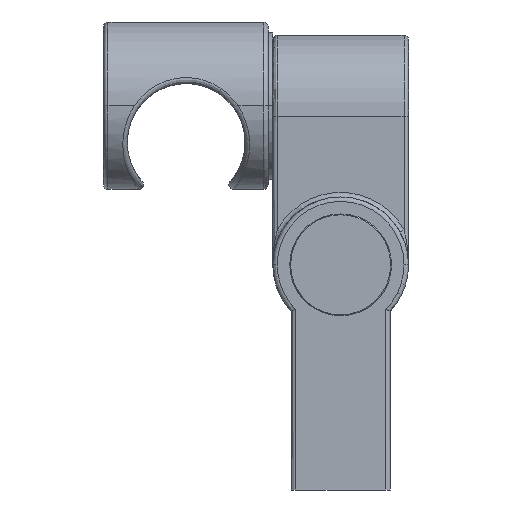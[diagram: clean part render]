
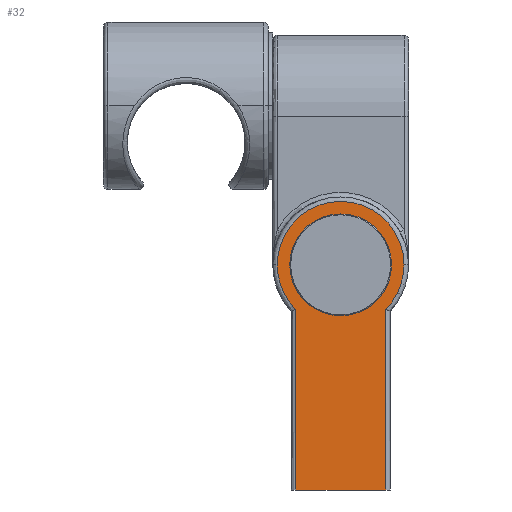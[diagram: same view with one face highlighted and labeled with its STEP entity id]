
A CAD part, front view. The second image highlights one B-rep face of the part: STEP entity #32.
In plain terms, the highlighted planar face has unit normal (0, -1, 0).
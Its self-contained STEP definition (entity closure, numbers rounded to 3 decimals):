
#5 = FACE_OUTER_BOUND ( 'NONE', #1656, .T. ) ;
#32 = ADVANCED_FACE ( 'NONE', ( #1688, #5 ), #2932, .F. ) ;
#36 = AXIS2_PLACEMENT_3D ( 'NONE', #2986, #3001, #3443 ) ;
#239 = VERTEX_POINT ( 'NONE', #2123 ) ;
#291 = VERTEX_POINT ( 'NONE', #471 ) ;
#380 = VECTOR ( 'NONE', #1635, 1000. ) ;
#471 = CARTESIAN_POINT ( 'NONE',  ( -14., -139.988, 31. ) ) ;
#475 = CARTESIAN_POINT ( 'NONE',  ( -9.932, -139.988, -18.745 ) ) ;
#609 = VERTEX_POINT ( 'NONE', #1260 ) ;
#638 = DIRECTION ( 'NONE',  ( 0., 0., -1. ) ) ;
#798 = VERTEX_POINT ( 'NONE', #1319 ) ;
#844 = VERTEX_POINT ( 'NONE', #1607 ) ;
#877 = EDGE_CURVE ( 'NONE', #798, #609, #934, .T. ) ;
#934 = CIRCLE ( 'NONE', #2128, 11.25 ) ;
#976 = VECTOR ( 'NONE', #638, 1000. ) ;
#988 = ORIENTED_EDGE ( 'NONE', *, *, #1828, .T. ) ;
#1122 = DIRECTION ( 'NONE',  ( 1., 0., 0. ) ) ;
#1153 = EDGE_CURVE ( 'NONE', #1832, #1277, #3142, .T. ) ;
#1160 = ORIENTED_EDGE ( 'NONE', *, *, #1153, .T. ) ;
#1174 = CARTESIAN_POINT ( 'NONE',  ( 9.932, -139.988, 21.133 ) ) ;
#1196 = EDGE_CURVE ( 'NONE', #609, #798, #3498, .T. ) ;
#1260 = CARTESIAN_POINT ( 'NONE',  ( -11.25, -139.988, 31. ) ) ;
#1268 = ORIENTED_EDGE ( 'NONE', *, *, #1295, .F. ) ;
#1277 = VERTEX_POINT ( 'NONE', #1174 ) ;
#1295 = EDGE_CURVE ( 'NONE', #1832, #239, #2851, .T. ) ;
#1319 = CARTESIAN_POINT ( 'NONE',  ( 11.25, -139.988, 31. ) ) ;
#1340 = ORIENTED_EDGE ( 'NONE', *, *, #2292, .T. ) ;
#1361 = ORIENTED_EDGE ( 'NONE', *, *, #2849, .T. ) ;
#1379 = ORIENTED_EDGE ( 'NONE', *, *, #1196, .T. ) ;
#1423 = ORIENTED_EDGE ( 'NONE', *, *, #877, .T. ) ;
#1427 = CARTESIAN_POINT ( 'NONE',  ( 0., -139.988, 31. ) ) ;
#1471 = EDGE_LOOP ( 'NONE', ( #1379, #1423 ) ) ;
#1499 = CARTESIAN_POINT ( 'NONE',  ( -10.932, -139.988, -18.745 ) ) ;
#1515 = CIRCLE ( 'NONE', #3211, 14. ) ;
#1607 = CARTESIAN_POINT ( 'NONE',  ( 14., -139.988, 31. ) ) ;
#1623 = CARTESIAN_POINT ( 'NONE',  ( 0., -139.988, 31. ) ) ;
#1635 = DIRECTION ( 'NONE',  ( -1., 0., 0. ) ) ;
#1656 = EDGE_LOOP ( 'NONE', ( #1340, #2267, #988, #1361, #1268, #1160 ) ) ;
#1688 = FACE_BOUND ( 'NONE', #1471, .T. ) ;
#1804 = DIRECTION ( 'NONE',  ( 1., 0., 0. ) ) ;
#1818 = DIRECTION ( 'NONE',  ( 0., -1., 0. ) ) ;
#1828 = EDGE_CURVE ( 'NONE', #291, #1887, #1515, .T. ) ;
#1832 = VERTEX_POINT ( 'NONE', #3012 ) ;
#1887 = VERTEX_POINT ( 'NONE', #1992 ) ;
#1992 = CARTESIAN_POINT ( 'NONE',  ( -9.932, -139.988, 21.133 ) ) ;
#2073 = CARTESIAN_POINT ( 'NONE',  ( 9.932, -139.988, 20.729 ) ) ;
#2123 = CARTESIAN_POINT ( 'NONE',  ( -9.932, -139.988, -18.745 ) ) ;
#2128 = AXIS2_PLACEMENT_3D ( 'NONE', #3190, #3136, #3112 ) ;
#2131 = LINE ( 'NONE', #475, #976 ) ;
#2181 = DIRECTION ( 'NONE',  ( -1., 0., 0. ) ) ;
#2194 = DIRECTION ( 'NONE',  ( 0., 1., 0. ) ) ;
#2203 = CARTESIAN_POINT ( 'NONE',  ( 0., -139.988, 31. ) ) ;
#2253 = DIRECTION ( 'NONE',  ( 0., 0., 1. ) ) ;
#2267 = ORIENTED_EDGE ( 'NONE', *, *, #2271, .T. ) ;
#2271 = EDGE_CURVE ( 'NONE', #844, #291, #3654, .T. ) ;
#2292 = EDGE_CURVE ( 'NONE', #1277, #844, #3334, .T. ) ;
#2315 = DIRECTION ( 'NONE',  ( 1., 0., 0. ) ) ;
#2402 = AXIS2_PLACEMENT_3D ( 'NONE', #2203, #2194, #2181 ) ;
#2570 = DIRECTION ( 'NONE',  ( 0., -1., 0. ) ) ;
#2819 = CARTESIAN_POINT ( 'NONE',  ( 0., -139.988, 31. ) ) ;
#2849 = EDGE_CURVE ( 'NONE', #1887, #239, #2131, .T. ) ;
#2851 = LINE ( 'NONE', #1499, #380 ) ;
#2932 = PLANE ( 'NONE',  #36 ) ;
#2986 = CARTESIAN_POINT ( 'NONE',  ( 0., -139.988, 31. ) ) ;
#3001 = DIRECTION ( 'NONE',  ( 0., 1., 0. ) ) ;
#3012 = CARTESIAN_POINT ( 'NONE',  ( 9.932, -139.988, -18.745 ) ) ;
#3022 = AXIS2_PLACEMENT_3D ( 'NONE', #2819, #3656, #2315 ) ;
#3112 = DIRECTION ( 'NONE',  ( -1., 0., 0. ) ) ;
#3136 = DIRECTION ( 'NONE',  ( 0., 1., 0. ) ) ;
#3142 = LINE ( 'NONE', #2073, #3646 ) ;
#3190 = CARTESIAN_POINT ( 'NONE',  ( 0., -139.988, 31. ) ) ;
#3211 = AXIS2_PLACEMENT_3D ( 'NONE', #1623, #1818, #1804 ) ;
#3334 = CIRCLE ( 'NONE', #3391, 14. ) ;
#3391 = AXIS2_PLACEMENT_3D ( 'NONE', #1427, #2570, #1122 ) ;
#3443 = DIRECTION ( 'NONE',  ( 1., 0., 0. ) ) ;
#3498 = CIRCLE ( 'NONE', #2402, 11.25 ) ;
#3646 = VECTOR ( 'NONE', #2253, 1000. ) ;
#3654 = CIRCLE ( 'NONE', #3022, 14. ) ;
#3656 = DIRECTION ( 'NONE',  ( 0., -1., 0. ) ) ;
